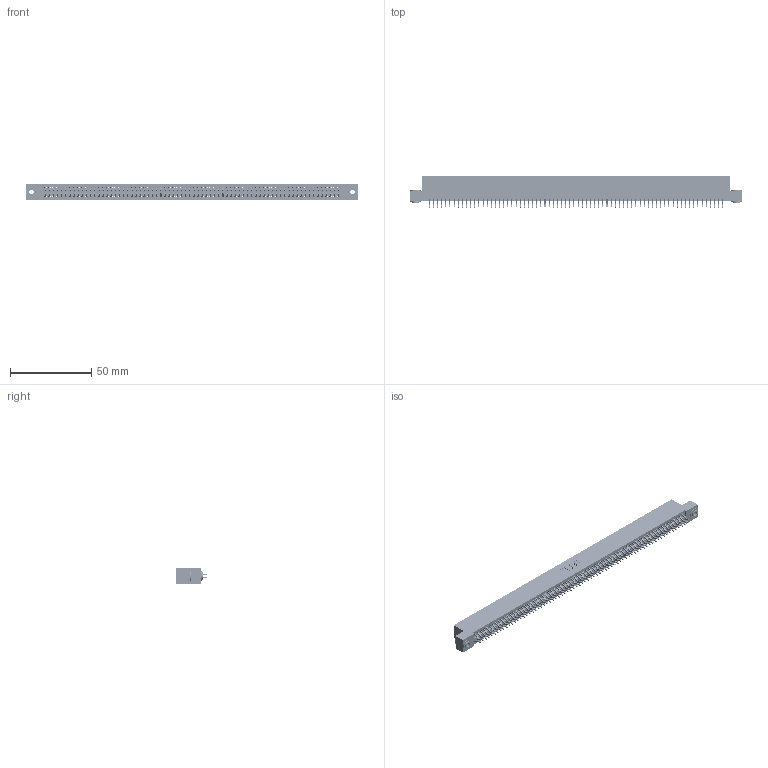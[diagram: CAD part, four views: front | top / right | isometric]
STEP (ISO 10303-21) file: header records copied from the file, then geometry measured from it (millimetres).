
FILE_DESCRIPTION (( 'STEP AP203' ), '1' );
FILE_NAME ('345-144-556-203.STEP', '2018-10-22T18:37:53', ( '' ), ( '' ), 'SwSTEP 2.0', 'SolidWorks 2016', '' );
FILE_SCHEMA (( 'CONFIG_CONTROL_DESIGN' ));
Length unit declared in the file: inch
Products named in the file (4): 345-250-002_345-250-002-102; 345 Part_Flush Mounting Lugs - 0.156 Dia-TH; 345-144-556-203; 345-292-001_556 Tail
Assembly tree (147 placements, depth 2):
  345-144-556-203
    345 Part_Flush Mounting Lugs - 0.156 Dia-TH
    345-292-001_556 Tail  x144
    345-250-002_345-250-002-102  x2
Bounding box: 204.09 x 19.24 x 9.4 mm (x, y, z)
Volume: 20117.6 mm3; surface area: 30397 mm2
Topology: 147 solids, 147 shells, 8228 faces, 24465 edges, 16114 vertices
Faces by surface type: plane 5418, cylinder 2802, cone 8
Entity records: 53324 total; most frequent: CARTESIAN_POINT 8899, ORIENTED_EDGE 8814, DIRECTION 7829, EDGE_CURVE 4407, LINE 3955, VECTOR 3955, VERTEX_POINT 2934, AXIS2_PLACEMENT_3D 1937
